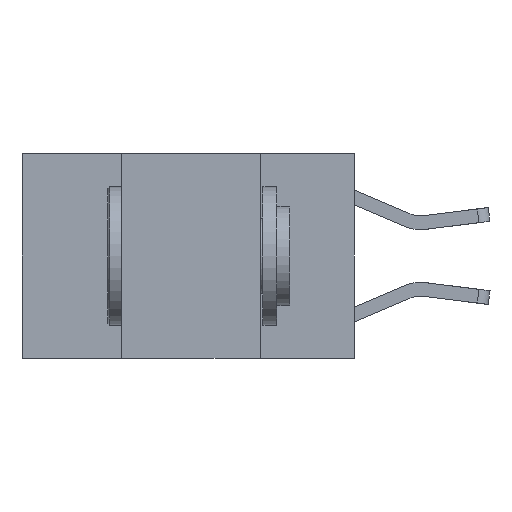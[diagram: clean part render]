
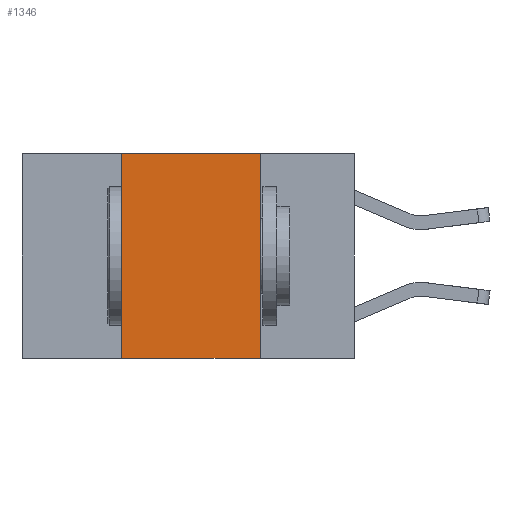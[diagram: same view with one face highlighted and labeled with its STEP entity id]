
A CAD part, left-side view. The second image highlights one B-rep face of the part: STEP entity #1346.
In plain terms, the highlighted planar face has unit normal (-1, 0, 0).
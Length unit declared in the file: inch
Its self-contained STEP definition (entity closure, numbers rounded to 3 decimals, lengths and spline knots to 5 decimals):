
#12 = ORIENTED_EDGE ( 'NONE', *, *, #7718, .F. ) ;
#111 = CARTESIAN_POINT ( 'NONE',  ( 0., 0.42, -0.37 ) ) ;
#314 = CARTESIAN_POINT ( 'NONE',  ( 0., 0.17, -0.37 ) ) ;
#1346 = ADVANCED_FACE ( 'NONE', ( #2882 ), #6285, .F. ) ;
#1697 = DIRECTION ( 'NONE',  ( 0., 0., 1. ) ) ;
#2042 = CARTESIAN_POINT ( 'NONE',  ( 0., 0.17, 0. ) ) ;
#2070 = ORIENTED_EDGE ( 'NONE', *, *, #7773, .T. ) ;
#2319 = CARTESIAN_POINT ( 'NONE',  ( 0., 0.17, 0. ) ) ;
#2755 = CARTESIAN_POINT ( 'NONE',  ( 0., 0.42, 0. ) ) ;
#2882 = FACE_OUTER_BOUND ( 'NONE', #4829, .T. ) ;
#3244 = DIRECTION ( 'NONE',  ( 0., 0., -1. ) ) ;
#3270 = VERTEX_POINT ( 'NONE', #111 ) ;
#4122 = CARTESIAN_POINT ( 'NONE',  ( 0., 0.6, 0. ) ) ;
#4734 = VECTOR ( 'NONE', #1697, 39.37008 ) ;
#4829 = EDGE_LOOP ( 'NONE', ( #11011, #10807, #12, #2070 ) ) ;
#5508 = CARTESIAN_POINT ( 'NONE',  ( 0., 0.6, -0.37 ) ) ;
#5891 = EDGE_CURVE ( 'NONE', #11779, #10358, #10318, .T. ) ;
#6254 = DIRECTION ( 'NONE',  ( 0., 0., -1. ) ) ;
#6257 = DIRECTION ( 'NONE',  ( 1., 0., 0. ) ) ;
#6285 = PLANE ( 'NONE',  #6635 ) ;
#6635 = AXIS2_PLACEMENT_3D ( 'NONE', #4122, #6257, #6254 ) ;
#7254 = CARTESIAN_POINT ( 'NONE',  ( 0., 0.6, 0. ) ) ;
#7587 = EDGE_CURVE ( 'NONE', #10358, #9790, #10972, .T. ) ;
#7718 = EDGE_CURVE ( 'NONE', #3270, #11779, #9599, .T. ) ;
#7773 = EDGE_CURVE ( 'NONE', #3270, #9790, #11370, .T. ) ;
#8180 = DIRECTION ( 'NONE',  ( 0., -1., 0. ) ) ;
#9057 = VECTOR ( 'NONE', #11728, 39.37008 ) ;
#9599 = LINE ( 'NONE', #11661, #4734 ) ;
#9790 = VERTEX_POINT ( 'NONE', #314 ) ;
#10038 = VECTOR ( 'NONE', #8180, 39.37008 ) ;
#10318 = LINE ( 'NONE', #7254, #10038 ) ;
#10358 = VERTEX_POINT ( 'NONE', #2042 ) ;
#10678 = VECTOR ( 'NONE', #3244, 39.37008 ) ;
#10807 = ORIENTED_EDGE ( 'NONE', *, *, #5891, .F. ) ;
#10972 = LINE ( 'NONE', #2319, #10678 ) ;
#11011 = ORIENTED_EDGE ( 'NONE', *, *, #7587, .F. ) ;
#11370 = LINE ( 'NONE', #5508, #9057 ) ;
#11661 = CARTESIAN_POINT ( 'NONE',  ( 0., 0.42, 0. ) ) ;
#11728 = DIRECTION ( 'NONE',  ( 0., -1., 0. ) ) ;
#11779 = VERTEX_POINT ( 'NONE', #2755 ) ;
